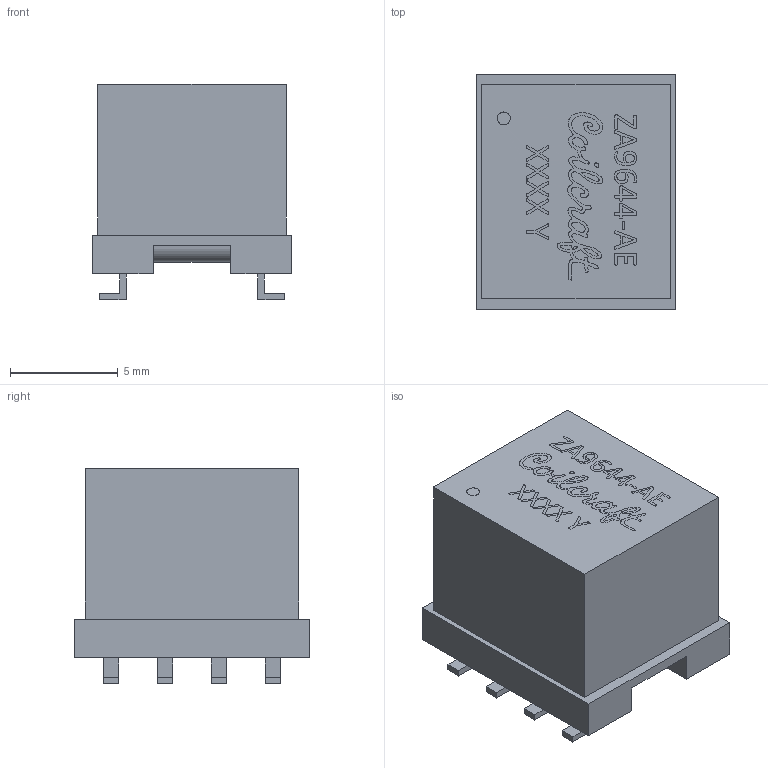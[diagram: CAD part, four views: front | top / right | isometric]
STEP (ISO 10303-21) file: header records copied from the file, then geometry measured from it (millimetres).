
FILE_DESCRIPTION(('FreeCAD Model'),'2;1');
FILE_NAME('Open CASCADE Shape Model','2024-11-20T22:42:35',('Author'),( ''),'Open CASCADE STEP processor 7.8','FreeCAD','Unknown');
FILE_SCHEMA(('AUTOMOTIVE_DESIGN { 1 0 10303 214 1 1 1 1 }'));
Length unit declared in the file: millimetre
Products named in the file (1): Coilcraft-ZA9644-AE
Bounding box: 9.25 x 10.92 x 10 mm (x, y, z)
Volume: 761.1 mm3; surface area: 603.1 mm2
Topology: 1 solids, 1 shells, 110 faces, 594 edges, 524 vertices
Faces by surface type: plane 102, cylinder 4, bspline 4
Entity records: 9107 total; most frequent: CARTESIAN_POINT 4196, ORIENTED_EDGE 1188, EDGE_CURVE 594, VERTEX_POINT 524, DIRECTION 416, B_SPLINE_CURVE_WITH_KNOTS 392, LINE 186, VECTOR 186
